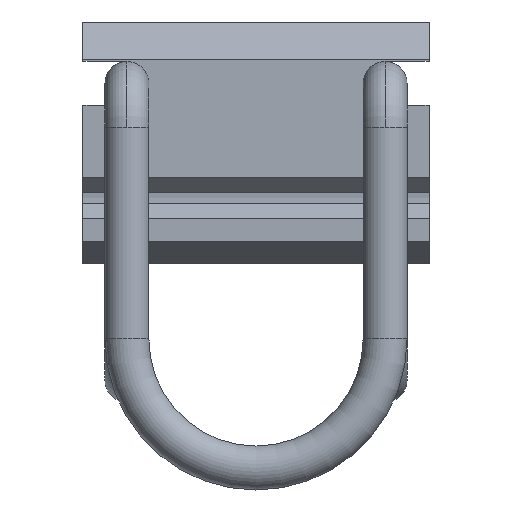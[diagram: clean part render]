
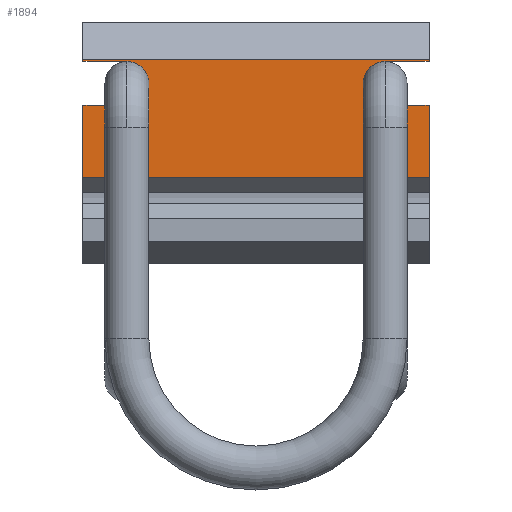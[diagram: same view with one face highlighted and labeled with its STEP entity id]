
A CAD part, front view. The second image highlights one B-rep face of the part: STEP entity #1894.
In plain terms, the highlighted planar face has unit normal (0, -1, 0).
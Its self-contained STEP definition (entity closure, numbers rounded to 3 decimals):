
#4 = VERTEX_POINT ( 'NONE', #1619 ) ;
#8 = LINE ( 'NONE', #1047, #1672 ) ;
#15 = CARTESIAN_POINT ( 'NONE',  ( 5.412, 0., -11.75 ) ) ;
#17 = EDGE_CURVE ( 'NONE', #1030, #356, #1150, .T. ) ;
#32 = LINE ( 'NONE', #468, #1504 ) ;
#91 = CARTESIAN_POINT ( 'NONE',  ( 3.412, 0., 11.75 ) ) ;
#92 = CARTESIAN_POINT ( 'NONE',  ( 5.412, 0., 11.75 ) ) ;
#115 = LINE ( 'NONE', #1094, #1367 ) ;
#174 = CARTESIAN_POINT ( 'NONE',  ( -3.132, 0., 15.75 ) ) ;
#195 = VERTEX_POINT ( 'NONE', #1360 ) ;
#200 = CARTESIAN_POINT ( 'NONE',  ( 7.412, 0., 15.75 ) ) ;
#204 = CARTESIAN_POINT ( 'NONE',  ( -3.132, 0., -15.75 ) ) ;
#215 = VECTOR ( 'NONE', #358, 1000. ) ;
#224 = ORIENTED_EDGE ( 'NONE', *, *, #17, .F. ) ;
#305 = VECTOR ( 'NONE', #1366, 1000. ) ;
#312 = LINE ( 'NONE', #1762, #1429 ) ;
#335 = DIRECTION ( 'NONE',  ( 0., 0., -1. ) ) ;
#350 = CARTESIAN_POINT ( 'NONE',  ( 3.412, 0., 15.75 ) ) ;
#356 = VERTEX_POINT ( 'NONE', #1128 ) ;
#358 = DIRECTION ( 'NONE',  ( 0., 0., -1. ) ) ;
#378 = ORIENTED_EDGE ( 'NONE', *, *, #1763, .T. ) ;
#402 = AXIS2_PLACEMENT_3D ( 'NONE', #15, #1067, #1804 ) ;
#413 = EDGE_CURVE ( 'NONE', #195, #356, #1413, .T. ) ;
#419 = CARTESIAN_POINT ( 'NONE',  ( -3.132, 0., 15.75 ) ) ;
#439 = DIRECTION ( 'NONE',  ( 0., 0., -1. ) ) ;
#458 = VECTOR ( 'NONE', #1282, 1000. ) ;
#459 = VERTEX_POINT ( 'NONE', #204 ) ;
#462 = VECTOR ( 'NONE', #1443, 1000. ) ;
#468 = CARTESIAN_POINT ( 'NONE',  ( 3.412, 0., -11.75 ) ) ;
#507 = CARTESIAN_POINT ( 'NONE',  ( 7.412, 0., 11.75 ) ) ;
#521 = CARTESIAN_POINT ( 'NONE',  ( -3.132, 0., -15.75 ) ) ;
#526 = ORIENTED_EDGE ( 'NONE', *, *, #1232, .F. ) ;
#546 = ORIENTED_EDGE ( 'NONE', *, *, #1068, .T. ) ;
#581 = CARTESIAN_POINT ( 'NONE',  ( 3.412, 0., 11.75 ) ) ;
#591 = VERTEX_POINT ( 'NONE', #419 ) ;
#612 = DIRECTION ( 'NONE',  ( 0., 1., 0. ) ) ;
#641 = AXIS2_PLACEMENT_3D ( 'NONE', #788, #915, #1671 ) ;
#643 = CARTESIAN_POINT ( 'NONE',  ( -3.132, 0., -15.75 ) ) ;
#653 = VERTEX_POINT ( 'NONE', #1224 ) ;
#678 = EDGE_CURVE ( 'NONE', #591, #459, #1543, .T. ) ;
#692 = DIRECTION ( 'NONE',  ( 0., 1., 0. ) ) ;
#695 = VERTEX_POINT ( 'NONE', #1532 ) ;
#728 = ORIENTED_EDGE ( 'NONE', *, *, #1410, .T. ) ;
#749 = CARTESIAN_POINT ( 'NONE',  ( 5.412, 0., 11.75 ) ) ;
#760 = EDGE_CURVE ( 'NONE', #653, #4, #1622, .T. ) ;
#773 = AXIS2_PLACEMENT_3D ( 'NONE', #92, #692, #1399 ) ;
#775 = DIRECTION ( 'NONE',  ( 0., 0., 1. ) ) ;
#788 = CARTESIAN_POINT ( 'NONE',  ( -3.132, 0., 15.75 ) ) ;
#806 = ORIENTED_EDGE ( 'NONE', *, *, #678, .T. ) ;
#808 = VERTEX_POINT ( 'NONE', #350 ) ;
#824 = CIRCLE ( 'NONE', #1241, 2. ) ;
#835 = DIRECTION ( 'NONE',  ( 1., 0., 0. ) ) ;
#836 = ORIENTED_EDGE ( 'NONE', *, *, #1727, .F. ) ;
#882 = ORIENTED_EDGE ( 'NONE', *, *, #1904, .T. ) ;
#915 = DIRECTION ( 'NONE',  ( 0., 1., 0. ) ) ;
#916 = LINE ( 'NONE', #507, #215 ) ;
#963 = VERTEX_POINT ( 'NONE', #581 ) ;
#986 = DIRECTION ( 'NONE',  ( 0., 0., -1. ) ) ;
#1026 = ORIENTED_EDGE ( 'NONE', *, *, #413, .T. ) ;
#1030 = VERTEX_POINT ( 'NONE', #1612 ) ;
#1043 = VERTEX_POINT ( 'NONE', #1623 ) ;
#1047 = CARTESIAN_POINT ( 'NONE',  ( 7.412, 0., -11.75 ) ) ;
#1063 = EDGE_CURVE ( 'NONE', #1043, #1073, #1252, .T. ) ;
#1067 = DIRECTION ( 'NONE',  ( 0., 1., 0. ) ) ;
#1068 = EDGE_CURVE ( 'NONE', #695, #1043, #32, .T. ) ;
#1073 = VERTEX_POINT ( 'NONE', #1345 ) ;
#1076 = PLANE ( 'NONE',  #641 ) ;
#1094 = CARTESIAN_POINT ( 'NONE',  ( -3.132, 0., 15.75 ) ) ;
#1128 = CARTESIAN_POINT ( 'NONE',  ( 7.607, 0., -15.75 ) ) ;
#1150 = LINE ( 'NONE', #1289, #462 ) ;
#1224 = CARTESIAN_POINT ( 'NONE',  ( 7.412, 0., 11.75 ) ) ;
#1228 = FACE_OUTER_BOUND ( 'NONE', #1553, .T. ) ;
#1232 = EDGE_CURVE ( 'NONE', #591, #808, #115, .T. ) ;
#1241 = AXIS2_PLACEMENT_3D ( 'NONE', #749, #612, #439 ) ;
#1252 = CIRCLE ( 'NONE', #402, 2. ) ;
#1280 = VECTOR ( 'NONE', #835, 1000. ) ;
#1282 = DIRECTION ( 'NONE',  ( 0., 0., 1. ) ) ;
#1289 = CARTESIAN_POINT ( 'NONE',  ( 7.607, 0., 15.75 ) ) ;
#1304 = ORIENTED_EDGE ( 'NONE', *, *, #760, .T. ) ;
#1315 = ORIENTED_EDGE ( 'NONE', *, *, #1736, .T. ) ;
#1345 = CARTESIAN_POINT ( 'NONE',  ( 7.412, 0., -11.75 ) ) ;
#1360 = CARTESIAN_POINT ( 'NONE',  ( 7.412, 0., -15.75 ) ) ;
#1366 = DIRECTION ( 'NONE',  ( 1., 0., 0. ) ) ;
#1367 = VECTOR ( 'NONE', #1683, 1000. ) ;
#1399 = DIRECTION ( 'NONE',  ( 0., 0., -1. ) ) ;
#1410 = EDGE_CURVE ( 'NONE', #1412, #653, #916, .T. ) ;
#1412 = VERTEX_POINT ( 'NONE', #200 ) ;
#1413 = LINE ( 'NONE', #521, #1280 ) ;
#1429 = VECTOR ( 'NONE', #1467, 1000. ) ;
#1443 = DIRECTION ( 'NONE',  ( 0., 0., -1. ) ) ;
#1447 = ORIENTED_EDGE ( 'NONE', *, *, #1063, .T. ) ;
#1467 = DIRECTION ( 'NONE',  ( 1., 0., 0. ) ) ;
#1504 = VECTOR ( 'NONE', #775, 1000. ) ;
#1512 = LINE ( 'NONE', #643, #305 ) ;
#1513 = EDGE_CURVE ( 'NONE', #963, #808, #1571, .T. ) ;
#1532 = CARTESIAN_POINT ( 'NONE',  ( 3.412, 0., -15.75 ) ) ;
#1543 = LINE ( 'NONE', #174, #1890 ) ;
#1553 = EDGE_LOOP ( 'NONE', ( #1576, #526, #806, #882, #546, #1447, #378, #1026, #224, #836, #728, #1304, #1315 ) ) ;
#1571 = LINE ( 'NONE', #91, #458 ) ;
#1576 = ORIENTED_EDGE ( 'NONE', *, *, #1513, .T. ) ;
#1612 = CARTESIAN_POINT ( 'NONE',  ( 7.607, 0., 15.75 ) ) ;
#1619 = CARTESIAN_POINT ( 'NONE',  ( 5.412, 0., 9.75 ) ) ;
#1622 = CIRCLE ( 'NONE', #773, 2. ) ;
#1623 = CARTESIAN_POINT ( 'NONE',  ( 3.412, 0., -11.75 ) ) ;
#1671 = DIRECTION ( 'NONE',  ( -1., 0., 0. ) ) ;
#1672 = VECTOR ( 'NONE', #986, 1000. ) ;
#1683 = DIRECTION ( 'NONE',  ( 1., 0., 0. ) ) ;
#1727 = EDGE_CURVE ( 'NONE', #1412, #1030, #312, .T. ) ;
#1736 = EDGE_CURVE ( 'NONE', #4, #963, #824, .T. ) ;
#1762 = CARTESIAN_POINT ( 'NONE',  ( -3.132, 0., 15.75 ) ) ;
#1763 = EDGE_CURVE ( 'NONE', #1073, #195, #8, .T. ) ;
#1804 = DIRECTION ( 'NONE',  ( 0., 0., 1. ) ) ;
#1890 = VECTOR ( 'NONE', #335, 1000. ) ;
#1894 = ADVANCED_FACE ( 'NONE', ( #1228 ), #1076, .F. ) ;
#1904 = EDGE_CURVE ( 'NONE', #459, #695, #1512, .T. ) ;
